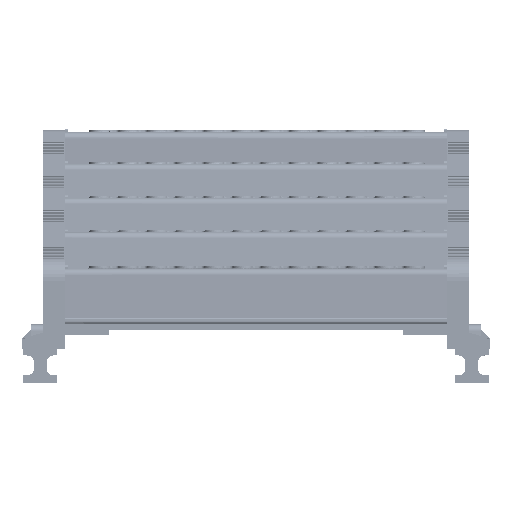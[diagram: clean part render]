
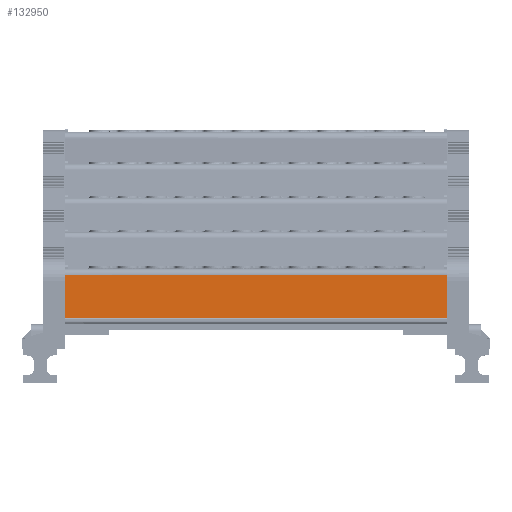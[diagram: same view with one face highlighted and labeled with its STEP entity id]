
A CAD part, top view. The second image highlights one B-rep face of the part: STEP entity #132950.
In plain terms, the highlighted planar face has unit normal (0, 0.018, 1).
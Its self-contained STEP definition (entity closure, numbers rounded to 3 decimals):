
#45374 = EDGE_LOOP ( 'NONE', ( #173034, #172730, #173039, #172738 ) ) ;
#56541 = B_SPLINE_CURVE_WITH_KNOTS ( 'NONE', 3,
 ( #119553, #119496, #119585, #119507 ),
 .UNSPECIFIED., .F., .F.,
 ( 4, 4 ),
 ( 0., 1. ),
 .UNSPECIFIED. ) ;
#110818 = AXIS2_PLACEMENT_3D ( 'NONE', #124854, #124819, #124773 ) ;
#119496 = CARTESIAN_POINT ( 'NONE',  ( 44.197, 108.613, -275.206 ) ) ;
#119507 = CARTESIAN_POINT ( 'NONE',  ( 44.197, 121.872, -275.438 ) ) ;
#119553 = CARTESIAN_POINT ( 'NONE',  ( 44.197, 101.983, -275.09 ) ) ;
#119585 = CARTESIAN_POINT ( 'NONE',  ( 44.197, 115.242, -275.322 ) ) ;
#123283 = VECTOR ( 'NONE', #163120, 1000. ) ;
#123488 = VECTOR ( 'NONE', #174391, 1000. ) ;
#123497 = VECTOR ( 'NONE', #174487, 1000. ) ;
#124773 = DIRECTION ( 'NONE',  ( 0., -1., 0.017 ) ) ;
#124816 = PLANE ( 'NONE',  #110818 ) ;
#124819 = DIRECTION ( 'NONE',  ( 0., 0.017, 1. ) ) ;
#124854 = CARTESIAN_POINT ( 'NONE',  ( -12.174, 113.509, -275.292 ) ) ;
#124867 = FACE_OUTER_BOUND ( 'NONE', #45374, .T. ) ;
#132950 = ADVANCED_FACE ( 'NONE', ( #124867 ), #124816, .T. ) ;
#142400 = EDGE_CURVE ( 'NONE', #159262, #152121, #163104, .T. ) ;
#142493 = EDGE_CURVE ( 'NONE', #152121, #152125, #174245, .T. ) ;
#142496 = EDGE_CURVE ( 'NONE', #152125, #159134, #174513, .T. ) ;
#152121 = VERTEX_POINT ( 'NONE', #204734 ) ;
#152125 = VERTEX_POINT ( 'NONE', #204736 ) ;
#159134 = VERTEX_POINT ( 'NONE', #219538 ) ;
#159262 = VERTEX_POINT ( 'NONE', #219687 ) ;
#163064 = CARTESIAN_POINT ( 'NONE',  ( -12.174, 121.872, -275.438 ) ) ;
#163104 = LINE ( 'NONE', #163064, #123283 ) ;
#163120 = DIRECTION ( 'NONE',  ( -1., 0., 0. ) ) ;
#172730 = ORIENTED_EDGE ( 'NONE', *, *, #142496, .T. ) ;
#172738 = ORIENTED_EDGE ( 'NONE', *, *, #142400, .T. ) ;
#173034 = ORIENTED_EDGE ( 'NONE', *, *, #142493, .T. ) ;
#173039 = ORIENTED_EDGE ( 'NONE', *, *, #184227, .T. ) ;
#174245 = LINE ( 'NONE', #174464, #123497 ) ;
#174391 = DIRECTION ( 'NONE',  ( 1., 0., 0. ) ) ;
#174419 = CARTESIAN_POINT ( 'NONE',  ( -12.174, 101.983, -275.09 ) ) ;
#174464 = CARTESIAN_POINT ( 'NONE',  ( -122.799, 121.872, -275.438 ) ) ;
#174487 = DIRECTION ( 'NONE',  ( 0., -1., 0.017 ) ) ;
#174513 = LINE ( 'NONE', #174419, #123488 ) ;
#184227 = EDGE_CURVE ( 'NONE', #159134, #159262, #56541, .T. ) ;
#204734 = CARTESIAN_POINT ( 'NONE',  ( -122.799, 121.872, -275.438 ) ) ;
#204736 = CARTESIAN_POINT ( 'NONE',  ( -122.799, 101.983, -275.09 ) ) ;
#219538 = CARTESIAN_POINT ( 'NONE',  ( 44.197, 101.983, -275.09 ) ) ;
#219687 = CARTESIAN_POINT ( 'NONE',  ( 44.197, 121.872, -275.438 ) ) ;
